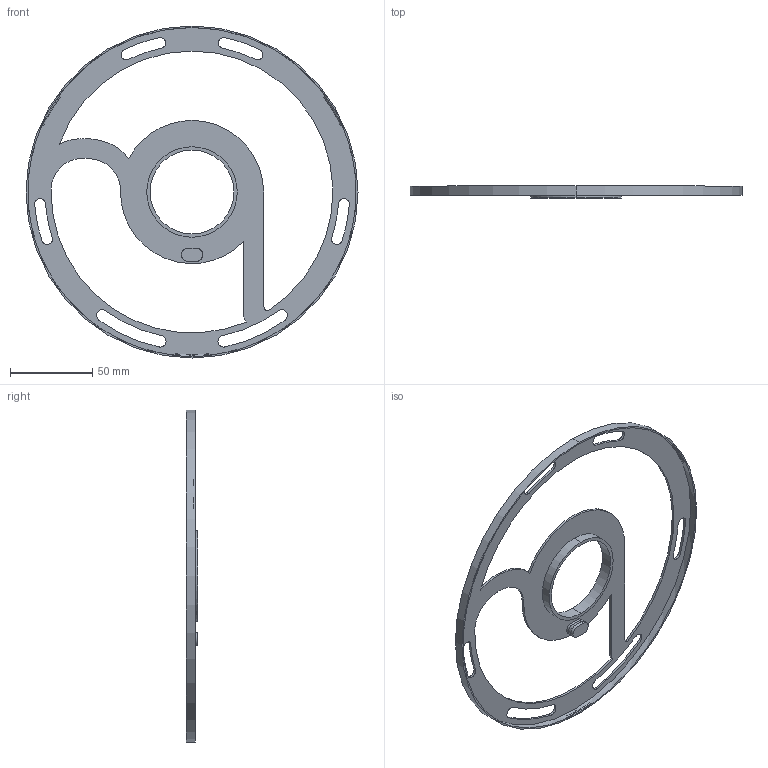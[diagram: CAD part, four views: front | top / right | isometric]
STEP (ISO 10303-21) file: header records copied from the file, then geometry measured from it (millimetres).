
FILE_DESCRIPTION (( 'STEP AP214' ), '1' );
FILE_NAME ('AMS拓竹辅助转动治具模型设计18.0.STEP', '2023-05-27T08:38:22', ( 'Windows User' ), ( 'P R C' ), 'SwSTEP 2.0', 'SolidWorks 2022', '' );
FILE_SCHEMA (( 'AUTOMOTIVE_DESIGN' ));
Length unit declared in the file: millimetre
Products named in the file (1): AMS拓竹辅助转动治具模型设计18.0
Bounding box: 201.8 x 7.2 x 201.8 mm (x, y, z)
Volume: 22714.1 mm3; surface area: 36199.9 mm2
Topology: 1 solids, 2 shells, 108 faces, 286 edges, 188 vertices
Faces by surface type: cylinder 61, plane 34, bspline 7, cone 4, torus 2
Entity records: 4026 total; most frequent: CARTESIAN_POINT 1202, DIRECTION 605, ORIENTED_EDGE 572, EDGE_CURVE 286, AXIS2_PLACEMENT_3D 238, VERTEX_POINT 188, CIRCLE 136, EDGE_LOOP 132
